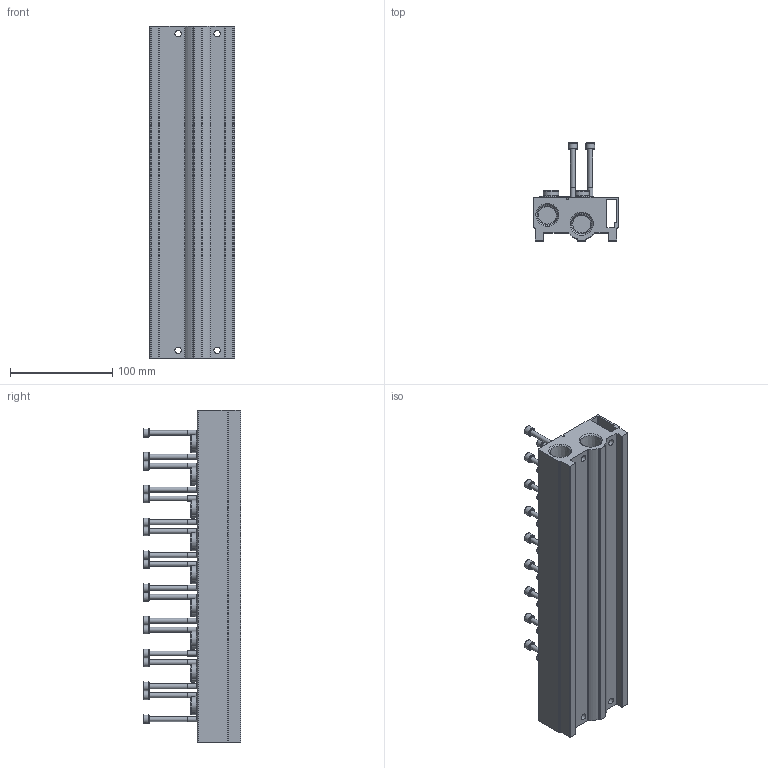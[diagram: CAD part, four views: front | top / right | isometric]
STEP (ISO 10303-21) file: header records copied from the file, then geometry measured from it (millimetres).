
FILE_DESCRIPTION(/* description */ ('STEP AP214'),/* implementation_level */ '2;1');
FILE_NAME(/* name */ '8026429_VABM-B10-30S-N12-9-P3',/* time_stamp */ '2024-09-15T23:38:08+02:00',/* author */ ('License CC BY-ND 4.0'),/* organization */ ('CADENAS'),/* preprocessor_version */ 'ST-DEVELOPER v19.3',/* originating_system */ 'PARTsolutions',/* authorisation */ ' ');
FILE_SCHEMA (('AUTOMOTIVE_DESIGN {1 0 10303 214 3 1 1}'));
Length unit declared in the file: millimetre
Products named in the file (5): 8026429 VABM-B10-30S-N12-9-P3; 8026429 VABM-B10-30S-N12-9-P3---(M); 1841579 VUVS-G38-2---(S); 2191444 F-M5x60-10.9; 31785 B-1/2-NPT---(Plug)
Assembly tree (30 placements, depth 2):
  8026429 VABM-B10-30S-N12-9-P3
    8026429 VABM-B10-30S-N12-9-P3---(M)
    1841579 VUVS-G38-2---(S)  x9
    2191444 F-M5x60-10.9  x18
    31785 B-1/2-NPT---(Plug)  x2
Bounding box: 83 x 95.4 x 324 mm (x, y, z)
Volume: 785479.4 mm3; surface area: 217477.6 mm2
Topology: 30 solids, 30 shells, 1321 faces, 3227 edges, 2053 vertices
Faces by surface type: plane 619, cylinder 408, cone 240, torus 54
Full cylindrical faces by diameter (mm): 3.5 x1, 4.134 x19, 4.75 x18, 5 x18, 6.3 x4, 8.5 x18, 9 x18, 9.525 x2, 12 x18, 15.1 x18, 17.6 x2, 18.1 x18
Entity records: 8884 total; most frequent: CARTESIAN_POINT 1791, DIRECTION 1504, ORIENTED_EDGE 1186, AXIS2_PLACEMENT_3D 612, EDGE_CURVE 593, FACE_BOUND 515, EDGE_LOOP 494, VERTEX_POINT 466
